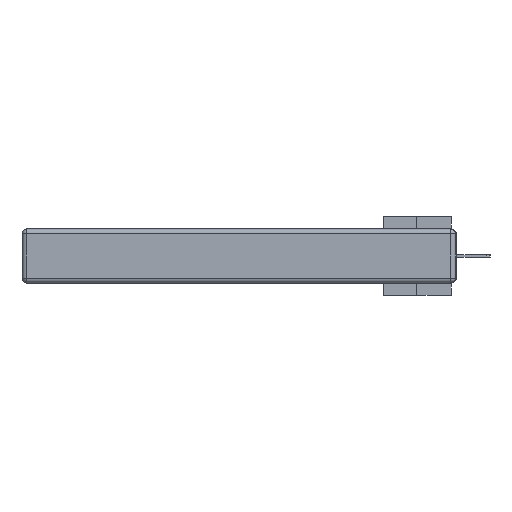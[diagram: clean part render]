
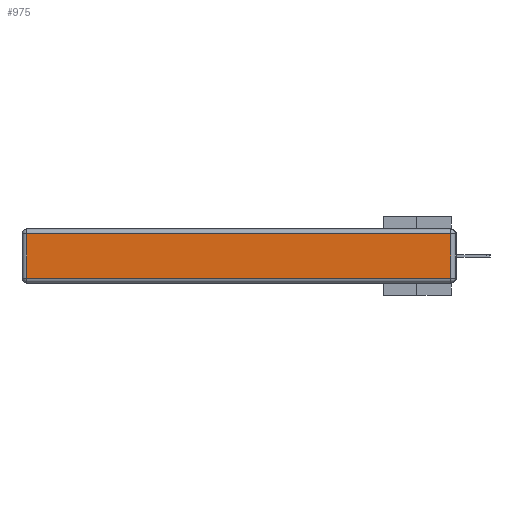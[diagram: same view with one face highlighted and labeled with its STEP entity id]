
A CAD part, left-side view. The second image highlights one B-rep face of the part: STEP entity #975.
In plain terms, the highlighted planar face has unit normal (-1, 0, 0).
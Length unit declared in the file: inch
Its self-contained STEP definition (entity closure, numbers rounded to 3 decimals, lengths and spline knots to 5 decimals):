
#975 = ADVANCED_FACE ( 'NONE', ( #22135 ), #6964, .T. ) ;
#1188 = LINE ( 'NONE', #31207, #20131 ) ;
#1548 = CARTESIAN_POINT ( 'NONE',  ( 0., 0.03, -0.343 ) ) ;
#6964 = PLANE ( 'NONE',  #27428 ) ;
#8146 = LINE ( 'NONE', #27610, #10417 ) ;
#9368 = ORIENTED_EDGE ( 'NONE', *, *, #17196, .T. ) ;
#9381 = DIRECTION ( 'NONE',  ( 0., 0., 1. ) ) ;
#10341 = CARTESIAN_POINT ( 'NONE',  ( 0., 2.72, -0.313 ) ) ;
#10417 = VECTOR ( 'NONE', #12724, 39.37008 ) ;
#11124 = DIRECTION ( 'NONE',  ( 0., 1., 0. ) ) ;
#11392 = EDGE_CURVE ( 'NONE', #19493, #27395, #1188, .T. ) ;
#11696 = ORIENTED_EDGE ( 'NONE', *, *, #24338, .T. ) ;
#11848 = CARTESIAN_POINT ( 'NONE',  ( 0., 0., -0.343 ) ) ;
#12724 = DIRECTION ( 'NONE',  ( 0., -1., 0. ) ) ;
#14124 = DIRECTION ( 'NONE',  ( 0., 0., 1. ) ) ;
#14701 = EDGE_LOOP ( 'NONE', ( #9368, #27299, #15031, #11696 ) ) ;
#14706 = EDGE_CURVE ( 'NONE', #16398, #19493, #27181, .T. ) ;
#14727 = CARTESIAN_POINT ( 'NONE',  ( 0., 0.03, -0.313 ) ) ;
#15031 = ORIENTED_EDGE ( 'NONE', *, *, #11392, .T. ) ;
#15509 = VECTOR ( 'NONE', #9381, 39.37008 ) ;
#16398 = VERTEX_POINT ( 'NONE', #14727 ) ;
#16950 = CARTESIAN_POINT ( 'NONE',  ( 0., 2.72, -0.343 ) ) ;
#17196 = EDGE_CURVE ( 'NONE', #30143, #16398, #8146, .T. ) ;
#19190 = CARTESIAN_POINT ( 'NONE',  ( 0., 2.72, -0.03 ) ) ;
#19493 = VERTEX_POINT ( 'NONE', #20192 ) ;
#20131 = VECTOR ( 'NONE', #11124, 39.37008 ) ;
#20192 = CARTESIAN_POINT ( 'NONE',  ( 0., 0.03, -0.03 ) ) ;
#21984 = DIRECTION ( 'NONE',  ( -1., 0., 0. ) ) ;
#22030 = LINE ( 'NONE', #16950, #31870 ) ;
#22135 = FACE_OUTER_BOUND ( 'NONE', #14701, .T. ) ;
#24338 = EDGE_CURVE ( 'NONE', #27395, #30143, #22030, .T. ) ;
#27181 = LINE ( 'NONE', #1548, #15509 ) ;
#27299 = ORIENTED_EDGE ( 'NONE', *, *, #14706, .T. ) ;
#27395 = VERTEX_POINT ( 'NONE', #19190 ) ;
#27428 = AXIS2_PLACEMENT_3D ( 'NONE', #11848, #21984, #14124 ) ;
#27610 = CARTESIAN_POINT ( 'NONE',  ( 0., 0., -0.313 ) ) ;
#30143 = VERTEX_POINT ( 'NONE', #10341 ) ;
#31207 = CARTESIAN_POINT ( 'NONE',  ( 0., 2.75, -0.03 ) ) ;
#31870 = VECTOR ( 'NONE', #31991, 39.37008 ) ;
#31991 = DIRECTION ( 'NONE',  ( 0., 0., -1. ) ) ;
